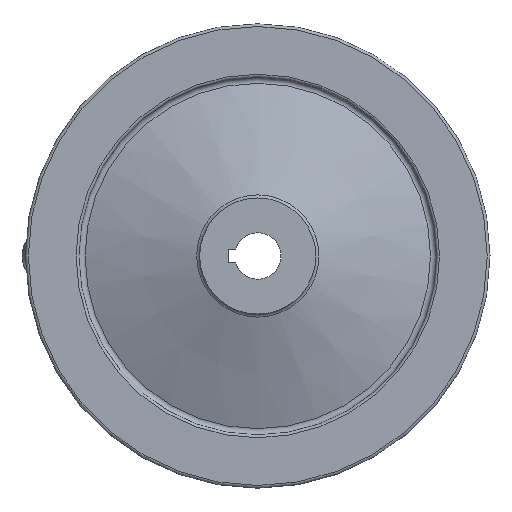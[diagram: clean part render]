
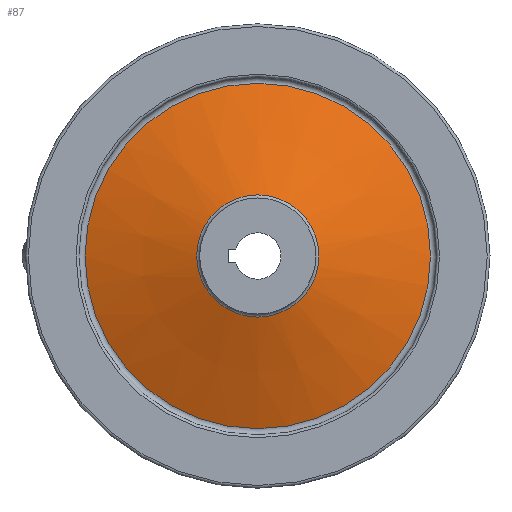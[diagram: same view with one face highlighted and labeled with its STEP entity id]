
A CAD part, left-side view. The second image highlights one B-rep face of the part: STEP entity #87.
In plain terms, the highlighted conical face has half-angle 69.984 degrees and reference radius 26.315 mm.
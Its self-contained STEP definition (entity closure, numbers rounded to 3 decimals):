
#87 = ADVANCED_FACE( '', ( #193, #194 ), #195, .T. );
#193 = FACE_OUTER_BOUND( '', #339, .T. );
#194 = FACE_BOUND( '', #340, .T. );
#195 = CONICAL_SURFACE( '', #341, 26.315, 1.221 );
#339 = EDGE_LOOP( '', ( #490 ) );
#340 = EDGE_LOOP( '', ( #491 ) );
#341 = AXIS2_PLACEMENT_3D( '', #492, #493, #494 );
#490 = ORIENTED_EDGE( '', *, *, #599, .F. );
#491 = ORIENTED_EDGE( '', *, *, #584, .T. );
#492 = CARTESIAN_POINT( '', ( 15.031, 0., 0. ) );
#493 = DIRECTION( '', ( 1., 0., 0. ) );
#494 = DIRECTION( '', ( 0., 0., -1. ) );
#584 = EDGE_CURVE( '', #667, #667, #668, .T. );
#599 = EDGE_CURVE( '', #688, #688, #689, .T. );
#667 = VERTEX_POINT( '', #766 );
#668 = CIRCLE( '', #767, 26.315 );
#688 = VERTEX_POINT( '', #789 );
#689 = CIRCLE( '', #790, 74.365 );
#766 = CARTESIAN_POINT( '', ( 15.031, 0., -26.315 ) );
#767 = AXIS2_PLACEMENT_3D( '', #857, #858, #859 );
#789 = CARTESIAN_POINT( '', ( 32.535, 0., -74.365 ) );
#790 = AXIS2_PLACEMENT_3D( '', #877, #878, #879 );
#857 = CARTESIAN_POINT( '', ( 15.031, 0., 0. ) );
#858 = DIRECTION( '', ( 1., 0., 0. ) );
#859 = DIRECTION( '', ( 0., 0., -1. ) );
#877 = CARTESIAN_POINT( '', ( 32.535, 0., 0. ) );
#878 = DIRECTION( '', ( 1., 0., 0. ) );
#879 = DIRECTION( '', ( 0., 0., -1. ) );
